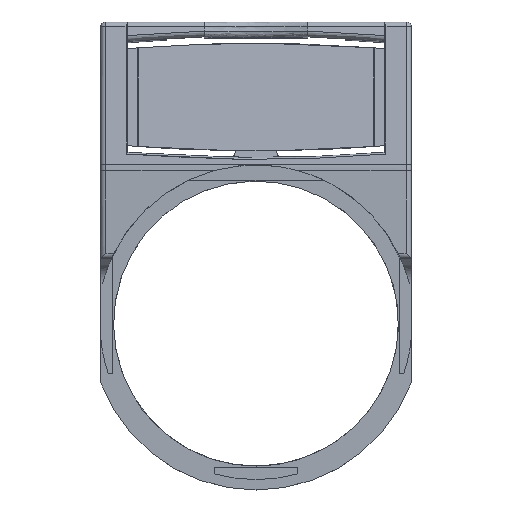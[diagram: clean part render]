
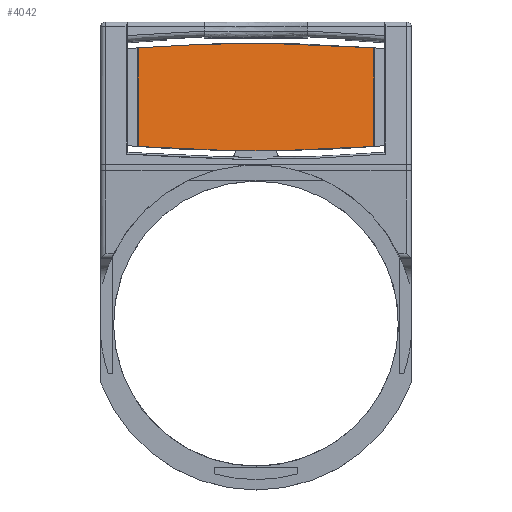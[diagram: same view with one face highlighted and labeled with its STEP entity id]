
A CAD part, top view. The second image highlights one B-rep face of the part: STEP entity #4042.
In plain terms, the highlighted planar face has unit normal (0, 0.139, 0.99).
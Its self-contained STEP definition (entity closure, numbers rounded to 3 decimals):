
#4006=AXIS2_PLACEMENT_3D('Plane Axis2P3D',#4003,#4004,#4005) ;
#2309=CARTESIAN_POINT('Vertex',(52.,17.413,2.068)) ;
#2450=CARTESIAN_POINT('Control Point',(52.,17.413,2.068)) ;
#2451=CARTESIAN_POINT('Control Point',(51.6,17.408,2.069)) ;
#2452=CARTESIAN_POINT('Control Point',(51.2,17.404,2.069)) ;
#2453=CARTESIAN_POINT('Control Point',(50.8,17.401,2.07)) ;
#2454=CARTESIAN_POINT('Control Point',(50.4,17.4,2.07)) ;
#2455=CARTESIAN_POINT('Control Point',(50.,17.4,2.07)) ;
#2456=CARTESIAN_POINT('Vertex',(50.,17.4,2.07)) ;
#2460=CARTESIAN_POINT('Control Point',(50.,17.4,2.07)) ;
#2461=CARTESIAN_POINT('Control Point',(49.6,17.4,2.07)) ;
#2462=CARTESIAN_POINT('Control Point',(49.2,17.401,2.07)) ;
#2463=CARTESIAN_POINT('Control Point',(48.8,17.404,2.069)) ;
#2464=CARTESIAN_POINT('Control Point',(48.4,17.408,2.069)) ;
#2465=CARTESIAN_POINT('Control Point',(48.,17.413,2.068)) ;
#2466=CARTESIAN_POINT('Vertex',(48.,17.413,2.068)) ;
#3914=CARTESIAN_POINT('Line Origine',(38.7,22.573,1.343)) ;
#3918=CARTESIAN_POINT('Vertex',(38.7,27.324,0.675)) ;
#3920=CARTESIAN_POINT('Vertex',(38.7,17.826,2.01)) ;
#3950=CARTESIAN_POINT('Control Point',(48.,17.413,2.068)) ;
#3951=CARTESIAN_POINT('Control Point',(44.897,17.455,2.062)) ;
#3952=CARTESIAN_POINT('Control Point',(41.795,17.592,2.043)) ;
#3953=CARTESIAN_POINT('Control Point',(38.7,17.826,2.01)) ;
#4003=CARTESIAN_POINT('Axis2P3D Location',(50.,17.4,2.07)) ;
#4009=CARTESIAN_POINT('Control Point',(61.3,27.324,0.675)) ;
#4010=CARTESIAN_POINT('Control Point',(56.789,27.665,0.627)) ;
#4011=CARTESIAN_POINT('Control Point',(52.264,27.835,0.603)) ;
#4012=CARTESIAN_POINT('Control Point',(47.736,27.835,0.603)) ;
#4013=CARTESIAN_POINT('Control Point',(43.211,27.665,0.627)) ;
#4014=CARTESIAN_POINT('Control Point',(38.7,27.324,0.675)) ;
#4015=CARTESIAN_POINT('Vertex',(61.3,27.324,0.675)) ;
#4019=CARTESIAN_POINT('Control Point',(61.3,17.826,2.01)) ;
#4020=CARTESIAN_POINT('Control Point',(59.443,17.686,2.03)) ;
#4021=CARTESIAN_POINT('Control Point',(57.584,17.574,2.045)) ;
#4022=CARTESIAN_POINT('Control Point',(55.724,17.492,2.057)) ;
#4023=CARTESIAN_POINT('Control Point',(53.862,17.438,2.064)) ;
#4024=CARTESIAN_POINT('Control Point',(52.,17.413,2.068)) ;
#4025=CARTESIAN_POINT('Vertex',(61.3,17.826,2.01)) ;
#4028=CARTESIAN_POINT('Line Origine',(61.3,22.575,1.343)) ;
#3915=DIRECTION('Vector Direction',(0.,-0.99,0.139)) ;
#4004=DIRECTION('Axis2P3D Direction',(0.,0.139,0.99)) ;
#4005=DIRECTION('Axis2P3D XDirection',(0.,0.99,-0.139)) ;
#4029=DIRECTION('Vector Direction',(0.,-0.99,0.139)) ;
#3916=VECTOR('Line Direction',#3915,1.) ;
#4030=VECTOR('Line Direction',#4029,1.) ;
#4034=ORIENTED_EDGE('',*,*,#4017,.T.) ;
#4035=ORIENTED_EDGE('',*,*,#3922,.T.) ;
#4036=ORIENTED_EDGE('',*,*,#3954,.F.) ;
#4037=ORIENTED_EDGE('',*,*,#2468,.F.) ;
#4038=ORIENTED_EDGE('',*,*,#2458,.F.) ;
#4039=ORIENTED_EDGE('',*,*,#4027,.F.) ;
#4040=ORIENTED_EDGE('',*,*,#4032,.T.) ;
#4042=ADVANCED_FACE('',(#4041),#4007,.T.) ;
#2449=B_SPLINE_CURVE_WITH_KNOTS('',5,(#2450,#2451,#2452,#2453,#2454,#2455),.UNSPECIFIED.,.F.,.U.,(6,6),(13.309,16.138),.UNSPECIFIED.) ;
#2459=B_SPLINE_CURVE_WITH_KNOTS('',5,(#2460,#2461,#2462,#2463,#2464,#2465),.UNSPECIFIED.,.F.,.U.,(6,6),(16.138,18.966),.UNSPECIFIED.) ;
#3949=B_SPLINE_CURVE_WITH_KNOTS('',3,(#3950,#3951,#3952,#3953),.UNSPECIFIED.,.F.,.U.,(4,4),(18.966,32.134),.UNSPECIFIED.) ;
#4008=B_SPLINE_CURVE_WITH_KNOTS('',5,(#4009,#4010,#4011,#4012,#4013,#4014),.UNSPECIFIED.,.F.,.U.,(6,6),(0.142,32.134),.UNSPECIFIED.) ;
#4018=B_SPLINE_CURVE_WITH_KNOTS('',5,(#4019,#4020,#4021,#4022,#4023,#4024),.UNSPECIFIED.,.F.,.U.,(6,6),(0.142,13.309),.UNSPECIFIED.) ;
#2458=EDGE_CURVE('',#2310,#2457,#2449,.T.) ;
#2468=EDGE_CURVE('',#2457,#2467,#2459,.T.) ;
#3922=EDGE_CURVE('',#3919,#3921,#3917,.T.) ;
#3954=EDGE_CURVE('',#2467,#3921,#3949,.T.) ;
#4017=EDGE_CURVE('',#4016,#3919,#4008,.T.) ;
#4027=EDGE_CURVE('',#4026,#2310,#4018,.T.) ;
#4032=EDGE_CURVE('',#4026,#4016,#4031,.F.) ;
#4033=EDGE_LOOP('',(#4034,#4035,#4036,#4037,#4038,#4039,#4040)) ;
#4041=FACE_OUTER_BOUND('',#4033,.T.) ;
#3917=LINE('Line',#3914,#3916) ;
#4031=LINE('Line',#4028,#4030) ;
#4007=PLANE('Plane',#4006) ;
#2310=VERTEX_POINT('',#2309) ;
#2457=VERTEX_POINT('',#2456) ;
#2467=VERTEX_POINT('',#2466) ;
#3919=VERTEX_POINT('',#3918) ;
#3921=VERTEX_POINT('',#3920) ;
#4016=VERTEX_POINT('',#4015) ;
#4026=VERTEX_POINT('',#4025) ;
